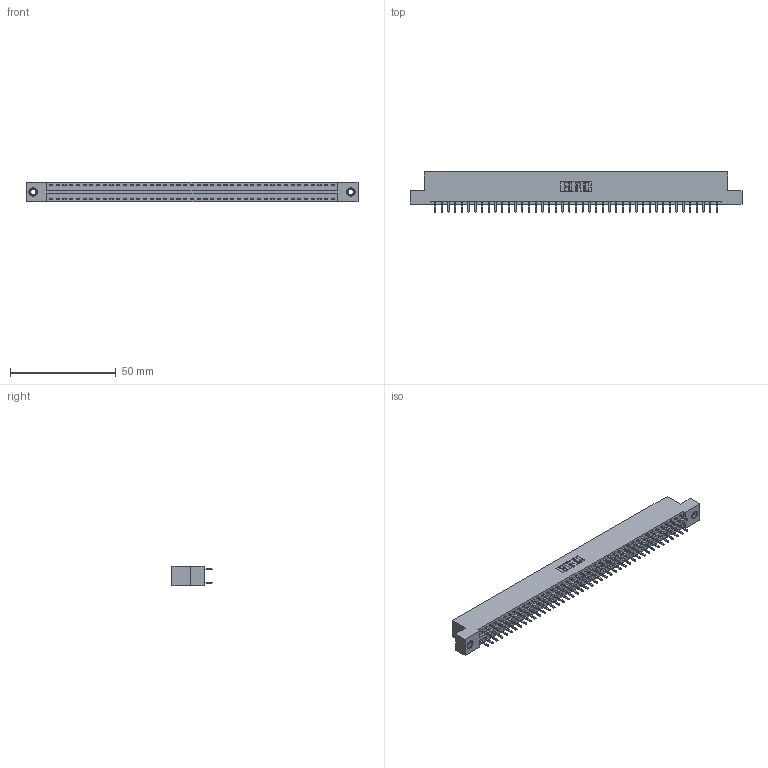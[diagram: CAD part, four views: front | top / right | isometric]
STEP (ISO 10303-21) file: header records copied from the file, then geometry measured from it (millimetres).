
FILE_DESCRIPTION (( 'STEP AP203' ), '1' );
FILE_NAME ('346-086-521-207.STEP', '2018-08-29T22:19:40', ( '' ), ( '' ), 'SwSTEP 2.0', 'SolidWorks 2016', '' );
FILE_SCHEMA (( 'CONFIG_CONTROL_DESIGN' ));
Length unit declared in the file: inch
Products named in the file (4): 345-292-001_345-293-121; 345-250-001_345-250-005-103; 346-086-521-207; 346 Part_Flush Mounting Lugs - 0.156 Dia-TI
Assembly tree (89 placements, depth 2):
  346-086-521-207
    346 Part_Flush Mounting Lugs - 0.156 Dia-TI
    345-292-001_345-293-121  x86
    345-250-001_345-250-005-103  x2
Bounding box: 157.1 x 19.05 x 9.4 mm (x, y, z)
Volume: 15278.3 mm3; surface area: 20814.1 mm2
Topology: 89 solids, 89 shells, 4654 faces, 13795 edges, 9074 vertices
Faces by surface type: plane 3118, cylinder 1520, cone 12, torus 4
Entity records: 29132 total; most frequent: CARTESIAN_POINT 4783, ORIENTED_EDGE 4710, DIRECTION 4293, EDGE_CURVE 2355, VECTOR 2031, LINE 2031, VERTEX_POINT 1564, AXIS2_PLACEMENT_3D 1131
